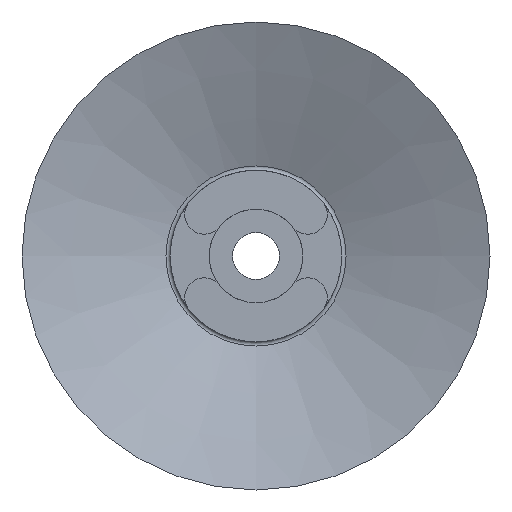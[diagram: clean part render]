
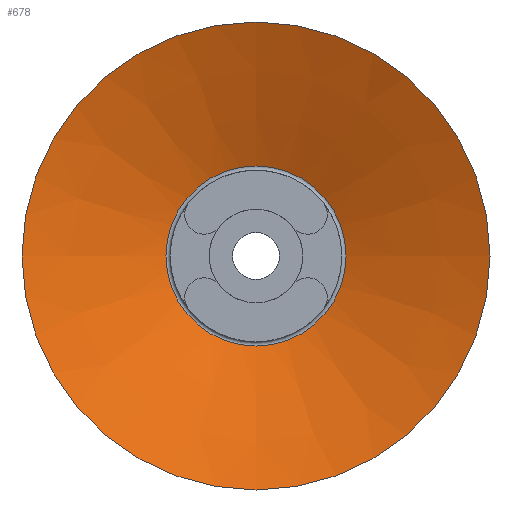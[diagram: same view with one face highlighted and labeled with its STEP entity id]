
A CAD part, front view. The second image highlights one B-rep face of the part: STEP entity #678.
In plain terms, the highlighted conical face has half-angle 68 degrees and reference radius 5.775 mm.
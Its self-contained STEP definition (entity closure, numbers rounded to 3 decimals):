
#41=CONICAL_SURFACE('',#771,5.775,1.187);
#181=ORIENTED_EDGE('',*,*,#349,.T.);
#182=ORIENTED_EDGE('',*,*,#348,.F.);
#348=EDGE_CURVE('',#420,#420,#466,.T.);
#349=EDGE_CURVE('',#421,#421,#467,.T.);
#420=VERTEX_POINT('',#1213);
#421=VERTEX_POINT('',#1216);
#466=CIRCLE('',#770,5.775);
#467=CIRCLE('',#772,15.);
#513=EDGE_LOOP('',(#181));
#514=EDGE_LOOP('',(#182));
#587=FACE_BOUND('',#513,.T.);
#588=FACE_BOUND('',#514,.T.);
#678=ADVANCED_FACE('',(#587,#588),#41,.F.);
#770=AXIS2_PLACEMENT_3D('',#1212,#941,#942);
#771=AXIS2_PLACEMENT_3D('',#1214,#943,#944);
#772=AXIS2_PLACEMENT_3D('',#1215,#945,#946);
#941=DIRECTION('',(0.,-1.,0.));
#942=DIRECTION('',(0.,0.,-1.));
#943=DIRECTION('',(0.,-1.,0.));
#944=DIRECTION('',(0.,0.,-1.));
#945=DIRECTION('',(0.,-1.,0.));
#946=DIRECTION('',(0.,0.,-1.));
#1212=CARTESIAN_POINT('',(0.,3.727,0.));
#1213=CARTESIAN_POINT('',(0.,3.727,-5.775));
#1214=CARTESIAN_POINT('',(0.,3.727,0.));
#1215=CARTESIAN_POINT('',(0.,0.,0.));
#1216=CARTESIAN_POINT('',(0.,0.,-15.));
